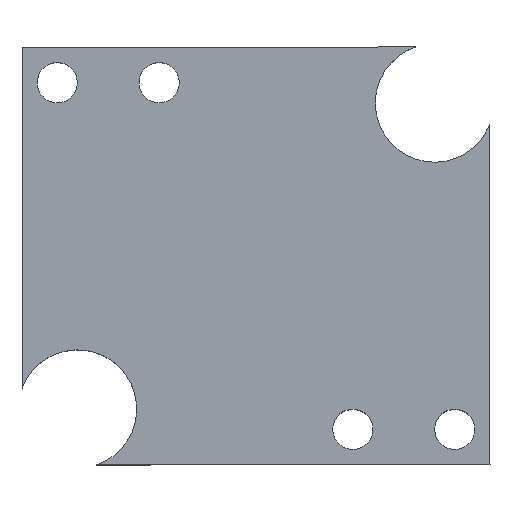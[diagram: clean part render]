
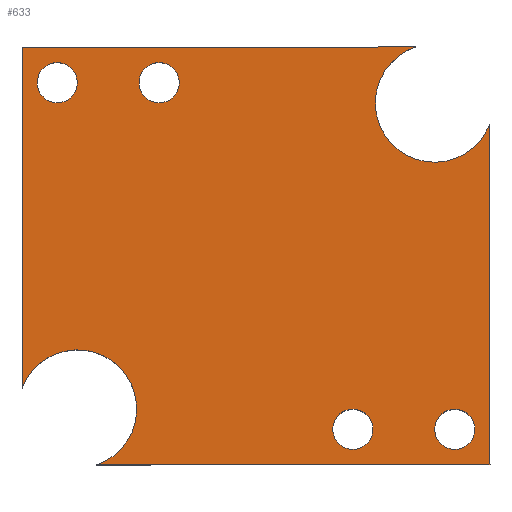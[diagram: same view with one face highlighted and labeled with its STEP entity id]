
A CAD part, top view. The second image highlights one B-rep face of the part: STEP entity #633.
In plain terms, the highlighted planar face has unit normal (0, 0, 1).
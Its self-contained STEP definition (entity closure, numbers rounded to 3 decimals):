
#88 = VERTEX_POINT('',#89);
#89 = CARTESIAN_POINT('',(0.013,-0.013,
    1.6));
#95 = EDGE_CURVE('',#88,#96,#98,.T.);
#96 = VERTEX_POINT('',#97);
#97 = CARTESIAN_POINT('',(9.825,0.002,
    1.6));
#98 = LINE('',#99,#100);
#99 = CARTESIAN_POINT('',(0.013,-0.013,
    1.6));
#100 = VECTOR('',#101,1.);
#101 = DIRECTION('',(1.,0.001,0.));
#126 = EDGE_CURVE('',#96,#127,#129,.T.);
#127 = VERTEX_POINT('',#128);
#128 = CARTESIAN_POINT('',(9.221,-2.414,1.6
    ));
#129 = CIRCLE('',#130,1.473);
#130 = AXIS2_PLACEMENT_3D('',#131,#132,#133);
#131 = CARTESIAN_POINT('',(10.287,-1.397,
    1.6));
#132 = DIRECTION('',(0.,0.,1.));
#133 = DIRECTION('',(-0.314,0.949,0.));
#159 = EDGE_CURVE('',#127,#160,#162,.T.);
#160 = VERTEX_POINT('',#161);
#161 = CARTESIAN_POINT('',(11.663,-1.924,
    1.6));
#162 = CIRCLE('',#163,1.473);
#163 = AXIS2_PLACEMENT_3D('',#164,#165,#166);
#164 = CARTESIAN_POINT('',(10.287,-1.397,
    1.6));
#165 = DIRECTION('',(0.,0.,1.));
#166 = DIRECTION('',(-0.723,-0.69,0.));
#192 = EDGE_CURVE('',#160,#193,#195,.T.);
#193 = VERTEX_POINT('',#194);
#194 = CARTESIAN_POINT('',(11.671,-10.401,
    1.6));
#195 = LINE('',#196,#197);
#196 = CARTESIAN_POINT('',(11.663,-1.924,
    1.6));
#197 = VECTOR('',#198,1.);
#198 = DIRECTION('',(0.001,-1.,0.));
#223 = EDGE_CURVE('',#193,#224,#226,.T.);
#224 = VERTEX_POINT('',#225);
#225 = CARTESIAN_POINT('',(1.873,-10.411,1.6
    ));
#226 = LINE('',#227,#228);
#227 = CARTESIAN_POINT('',(11.671,-10.401,
    1.6));
#228 = VECTOR('',#229,1.);
#229 = DIRECTION('',(-1.,-0.001,0.));
#254 = EDGE_CURVE('',#224,#255,#257,.T.);
#255 = VERTEX_POINT('',#256);
#256 = CARTESIAN_POINT('',(2.449,-7.986,1.6
    ));
#257 = CIRCLE('',#258,1.473);
#258 = AXIS2_PLACEMENT_3D('',#259,#260,#261);
#259 = CARTESIAN_POINT('',(1.397,-9.017,1.6
    ));
#260 = DIRECTION('',(0.,0.,1.));
#261 = DIRECTION('',(0.323,-0.946,0.));
#287 = EDGE_CURVE('',#255,#288,#290,.T.);
#288 = VERTEX_POINT('',#289);
#289 = CARTESIAN_POINT('',(0.013,-8.513,
    1.6));
#290 = CIRCLE('',#291,1.473);
#291 = AXIS2_PLACEMENT_3D('',#292,#293,#294);
#292 = CARTESIAN_POINT('',(1.397,-9.017,1.6
    ));
#293 = DIRECTION('',(0.,0.,1.));
#294 = DIRECTION('',(0.714,0.7,-0.));
#320 = EDGE_CURVE('',#288,#88,#321,.T.);
#321 = LINE('',#322,#323);
#322 = CARTESIAN_POINT('',(0.013,-8.513,
    1.6));
#323 = VECTOR('',#324,1.);
#324 = DIRECTION('',(0.,1.,0.));
#344 = VERTEX_POINT('',#345);
#345 = CARTESIAN_POINT('',(1.389,-0.889,1.6
    ));
#351 = EDGE_CURVE('',#344,#352,#354,.T.);
#352 = VERTEX_POINT('',#353);
#353 = CARTESIAN_POINT('',(0.389,-0.889,1.6
    ));
#354 = CIRCLE('',#355,0.5);
#355 = AXIS2_PLACEMENT_3D('',#356,#357,#358);
#356 = CARTESIAN_POINT('',(0.889,-0.889,1.6
    ));
#357 = DIRECTION('',(0.,0.,1.));
#358 = DIRECTION('',(1.,0.,-0.));
#384 = EDGE_CURVE('',#352,#344,#385,.T.);
#385 = CIRCLE('',#386,0.5);
#386 = AXIS2_PLACEMENT_3D('',#387,#388,#389);
#387 = CARTESIAN_POINT('',(0.889,-0.889,1.6
    ));
#388 = DIRECTION('',(0.,0.,1.));
#389 = DIRECTION('',(-1.,0.,0.));
#410 = VERTEX_POINT('',#411);
#411 = CARTESIAN_POINT('',(3.929,-0.889,1.6
    ));
#417 = EDGE_CURVE('',#410,#418,#420,.T.);
#418 = VERTEX_POINT('',#419);
#419 = CARTESIAN_POINT('',(2.929,-0.889,1.6
    ));
#420 = CIRCLE('',#421,0.5);
#421 = AXIS2_PLACEMENT_3D('',#422,#423,#424);
#422 = CARTESIAN_POINT('',(3.429,-0.889,1.6
    ));
#423 = DIRECTION('',(0.,0.,1.));
#424 = DIRECTION('',(1.,0.,-0.));
#450 = EDGE_CURVE('',#418,#410,#451,.T.);
#451 = CIRCLE('',#452,0.5);
#452 = AXIS2_PLACEMENT_3D('',#453,#454,#455);
#453 = CARTESIAN_POINT('',(3.429,-0.889,1.6
    ));
#454 = DIRECTION('',(0.,0.,1.));
#455 = DIRECTION('',(-1.,0.,0.));
#476 = VERTEX_POINT('',#477);
#477 = CARTESIAN_POINT('',(8.755,-9.525,1.6
    ));
#483 = EDGE_CURVE('',#476,#484,#486,.T.);
#484 = VERTEX_POINT('',#485);
#485 = CARTESIAN_POINT('',(7.755,-9.525,1.6
    ));
#486 = CIRCLE('',#487,0.5);
#487 = AXIS2_PLACEMENT_3D('',#488,#489,#490);
#488 = CARTESIAN_POINT('',(8.255,-9.525,1.6
    ));
#489 = DIRECTION('',(0.,0.,1.));
#490 = DIRECTION('',(1.,0.,-0.));
#516 = EDGE_CURVE('',#484,#476,#517,.T.);
#517 = CIRCLE('',#518,0.5);
#518 = AXIS2_PLACEMENT_3D('',#519,#520,#521);
#519 = CARTESIAN_POINT('',(8.255,-9.525,1.6
    ));
#520 = DIRECTION('',(0.,0.,1.));
#521 = DIRECTION('',(-1.,0.,0.));
#542 = VERTEX_POINT('',#543);
#543 = CARTESIAN_POINT('',(11.295,-9.525,
    1.6));
#549 = EDGE_CURVE('',#542,#550,#552,.T.);
#550 = VERTEX_POINT('',#551);
#551 = CARTESIAN_POINT('',(10.295,-9.525,
    1.6));
#552 = CIRCLE('',#553,0.5);
#553 = AXIS2_PLACEMENT_3D('',#554,#555,#556);
#554 = CARTESIAN_POINT('',(10.795,-9.525,
    1.6));
#555 = DIRECTION('',(0.,0.,1.));
#556 = DIRECTION('',(1.,0.,-0.));
#582 = EDGE_CURVE('',#550,#542,#583,.T.);
#583 = CIRCLE('',#584,0.5);
#584 = AXIS2_PLACEMENT_3D('',#585,#586,#587);
#585 = CARTESIAN_POINT('',(10.795,-9.525,
    1.6));
#586 = DIRECTION('',(0.,0.,1.));
#587 = DIRECTION('',(-1.,0.,0.));
#633 = ADVANCED_FACE('',(#634,#644,#648,#652,#656),#660,.F.);
#634 = FACE_BOUND('',#635,.F.);
#635 = EDGE_LOOP('',(#636,#637,#638,#639,#640,#641,#642,#643));
#636 = ORIENTED_EDGE('',*,*,#95,.T.);
#637 = ORIENTED_EDGE('',*,*,#126,.T.);
#638 = ORIENTED_EDGE('',*,*,#159,.T.);
#639 = ORIENTED_EDGE('',*,*,#192,.T.);
#640 = ORIENTED_EDGE('',*,*,#223,.T.);
#641 = ORIENTED_EDGE('',*,*,#254,.T.);
#642 = ORIENTED_EDGE('',*,*,#287,.T.);
#643 = ORIENTED_EDGE('',*,*,#320,.T.);
#644 = FACE_BOUND('',#645,.F.);
#645 = EDGE_LOOP('',(#646,#647));
#646 = ORIENTED_EDGE('',*,*,#351,.T.);
#647 = ORIENTED_EDGE('',*,*,#384,.T.);
#648 = FACE_BOUND('',#649,.F.);
#649 = EDGE_LOOP('',(#650,#651));
#650 = ORIENTED_EDGE('',*,*,#417,.T.);
#651 = ORIENTED_EDGE('',*,*,#450,.T.);
#652 = FACE_BOUND('',#653,.F.);
#653 = EDGE_LOOP('',(#654,#655));
#654 = ORIENTED_EDGE('',*,*,#483,.T.);
#655 = ORIENTED_EDGE('',*,*,#516,.T.);
#656 = FACE_BOUND('',#657,.F.);
#657 = EDGE_LOOP('',(#658,#659));
#658 = ORIENTED_EDGE('',*,*,#549,.T.);
#659 = ORIENTED_EDGE('',*,*,#582,.T.);
#660 = PLANE('',#661);
#661 = AXIS2_PLACEMENT_3D('',#662,#663,#664);
#662 = CARTESIAN_POINT('',(5.838,-5.207,1.6
    ));
#663 = DIRECTION('',(-0.,-0.,-1.));
#664 = DIRECTION('',(-1.,0.,0.));
